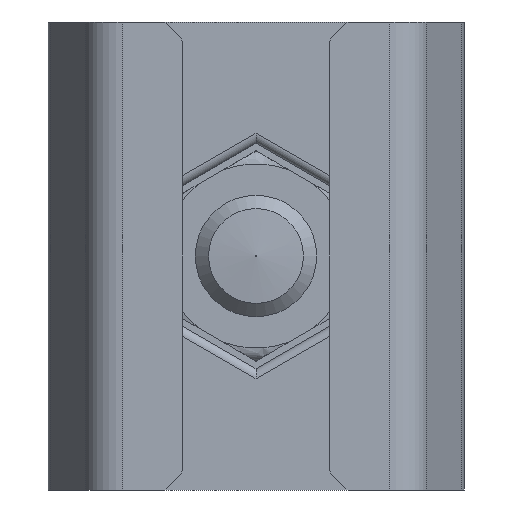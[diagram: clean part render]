
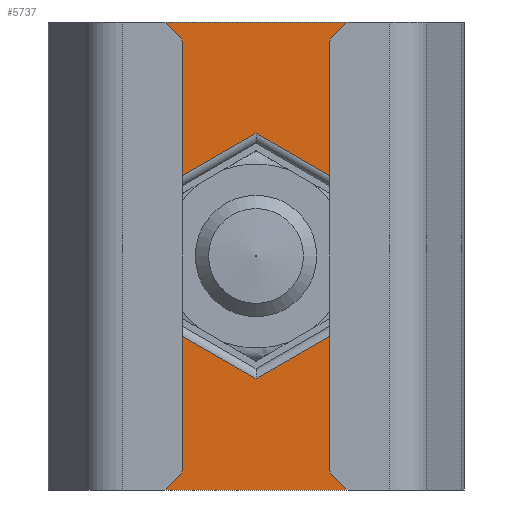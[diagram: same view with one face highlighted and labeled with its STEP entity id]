
A CAD part, front view. The second image highlights one B-rep face of the part: STEP entity #5737.
In plain terms, the highlighted planar face has unit normal (0, -1, 0).
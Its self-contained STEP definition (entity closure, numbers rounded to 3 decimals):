
#300=ELLIPSE('',#6084,5.121,3.621);
#306=ELLIPSE('',#6099,5.121,3.621);
#314=LINE('',#7645,#772);
#316=LINE('',#7651,#774);
#319=LINE('',#7663,#777);
#322=LINE('',#7672,#780);
#324=LINE('',#7678,#782);
#325=LINE('',#7684,#783);
#347=LINE('',#7755,#805);
#424=LINE('',#7975,#882);
#665=LINE('',#9226,#1123);
#675=LINE('',#9258,#1133);
#677=LINE('',#9267,#1135);
#678=LINE('',#9269,#1136);
#679=LINE('',#9271,#1137);
#680=LINE('',#9273,#1138);
#681=LINE('',#9275,#1139);
#682=LINE('',#9276,#1140);
#772=VECTOR('',#6312,10.);
#774=VECTOR('',#6318,10.);
#777=VECTOR('',#6329,10.);
#780=VECTOR('',#6336,10.);
#782=VECTOR('',#6342,10.);
#783=VECTOR('',#6347,10.);
#805=VECTOR('',#6409,10.);
#882=VECTOR('',#6602,10.);
#1123=VECTOR('',#7105,10.);
#1133=VECTOR('',#7145,10.);
#1135=VECTOR('',#7157,10.);
#1136=VECTOR('',#7158,10.);
#1137=VECTOR('',#7159,10.);
#1138=VECTOR('',#7160,10.);
#1139=VECTOR('',#7161,10.);
#1140=VECTOR('',#7162,10.);
#1316=FACE_BOUND('',#1872,.T.);
#1538=FACE_OUTER_BOUND('',#1871,.T.);
#1871=EDGE_LOOP('',(#4501,#4502,#4503,#4504,#4505,#4506,#4507,#4508,#4509,
#4510,#4511,#4512));
#1872=EDGE_LOOP('',(#4513,#4514,#4515,#4516,#4517,#4518));
#2141=VERTEX_POINT('',#7641);
#2143=VERTEX_POINT('',#7644);
#2145=VERTEX_POINT('',#7650);
#2147=VERTEX_POINT('',#7656);
#2150=VERTEX_POINT('',#7661);
#2152=VERTEX_POINT('',#7666);
#2154=VERTEX_POINT('',#7670);
#2156=VERTEX_POINT('',#7676);
#2158=VERTEX_POINT('',#7681);
#2159=VERTEX_POINT('',#7683);
#2481=VERTEX_POINT('',#9224);
#2488=VERTEX_POINT('',#9256);
#2489=VERTEX_POINT('',#9265);
#2490=VERTEX_POINT('',#9266);
#2491=VERTEX_POINT('',#9268);
#2492=VERTEX_POINT('',#9270);
#2493=VERTEX_POINT('',#9272);
#2494=VERTEX_POINT('',#9274);
#2677=EDGE_CURVE('',#2143,#2141,#314,.F.);
#2680=EDGE_CURVE('',#2143,#2145,#316,.T.);
#2686=EDGE_CURVE('',#2150,#2147,#319,.T.);
#2690=EDGE_CURVE('',#2152,#2154,#322,.F.);
#2693=EDGE_CURVE('',#2156,#2154,#324,.T.);
#2695=EDGE_CURVE('',#2158,#2159,#325,.T.);
#2729=EDGE_CURVE('',#2156,#2145,#347,.T.);
#2835=EDGE_CURVE('',#2150,#2159,#424,.T.);
#3181=EDGE_CURVE('',#2158,#2481,#665,.T.);
#3182=EDGE_CURVE('',#2152,#2481,#300,.F.);
#3197=EDGE_CURVE('',#2488,#2147,#675,.T.);
#3198=EDGE_CURVE('',#2488,#2141,#306,.F.);
#3200=EDGE_CURVE('',#2489,#2490,#677,.T.);
#3201=EDGE_CURVE('',#2491,#2489,#678,.T.);
#3202=EDGE_CURVE('',#2492,#2491,#679,.T.);
#3203=EDGE_CURVE('',#2493,#2492,#680,.T.);
#3204=EDGE_CURVE('',#2494,#2493,#681,.T.);
#3205=EDGE_CURVE('',#2490,#2494,#682,.T.);
#4501=ORIENTED_EDGE('',*,*,#3197,.T.);
#4502=ORIENTED_EDGE('',*,*,#2686,.F.);
#4503=ORIENTED_EDGE('',*,*,#2835,.T.);
#4504=ORIENTED_EDGE('',*,*,#2695,.F.);
#4505=ORIENTED_EDGE('',*,*,#3181,.T.);
#4506=ORIENTED_EDGE('',*,*,#3182,.F.);
#4507=ORIENTED_EDGE('',*,*,#2690,.T.);
#4508=ORIENTED_EDGE('',*,*,#2693,.F.);
#4509=ORIENTED_EDGE('',*,*,#2729,.T.);
#4510=ORIENTED_EDGE('',*,*,#2680,.F.);
#4511=ORIENTED_EDGE('',*,*,#2677,.T.);
#4512=ORIENTED_EDGE('',*,*,#3198,.F.);
#4513=ORIENTED_EDGE('',*,*,#3200,.F.);
#4514=ORIENTED_EDGE('',*,*,#3201,.F.);
#4515=ORIENTED_EDGE('',*,*,#3202,.F.);
#4516=ORIENTED_EDGE('',*,*,#3203,.F.);
#4517=ORIENTED_EDGE('',*,*,#3204,.F.);
#4518=ORIENTED_EDGE('',*,*,#3205,.F.);
#5180=PLANE('',#6102);
#5737=ADVANCED_FACE('',(#1538,#1316),#5180,.T.);
#6084=AXIS2_PLACEMENT_3D('',#9228,#7108,#7109);
#6099=AXIS2_PLACEMENT_3D('',#9260,#7148,#7149);
#6102=AXIS2_PLACEMENT_3D('',#9264,#7155,#7156);
#6312=DIRECTION('',(0.816,0.,-0.577));
#6318=DIRECTION('',(0.,0.,-1.));
#6329=DIRECTION('',(0.,0.,-1.));
#6336=DIRECTION('',(0.816,0.,0.577));
#6342=DIRECTION('',(0.,0.,1.));
#6347=DIRECTION('',(0.,0.,1.));
#6409=DIRECTION('',(1.,0.,0.));
#6602=DIRECTION('',(-1.,0.,0.));
#7105=DIRECTION('',(0.816,0.,-0.577));
#7108=DIRECTION('center_axis',(0.,1.,0.));
#7109=DIRECTION('ref_axis',(1.,0.,0.));
#7145=DIRECTION('',(0.816,0.,0.577));
#7148=DIRECTION('center_axis',(0.,1.,0.));
#7149=DIRECTION('ref_axis',(-1.,0.,0.));
#7155=DIRECTION('center_axis',(0.,-1.,0.));
#7156=DIRECTION('ref_axis',(0.,0.,-1.));
#7157=DIRECTION('',(0.,0.,1.));
#7158=DIRECTION('',(0.866,0.,0.5));
#7159=DIRECTION('',(0.866,0.,-0.5));
#7160=DIRECTION('',(0.,0.,-1.));
#7161=DIRECTION('',(-0.866,0.,-0.5));
#7162=DIRECTION('',(-0.866,0.,0.5));
#7641=CARTESIAN_POINT('',(19.,39.5,-2.561));
#7644=CARTESIAN_POINT('',(19.5,39.5,-2.914));
#7645=CARTESIAN_POINT('',(19.138,39.5,-2.658));
#7650=CARTESIAN_POINT('',(19.5,39.5,-27.));
#7651=CARTESIAN_POINT('',(19.5,39.5,0.));
#7656=CARTESIAN_POINT('',(19.5,39.5,2.914));
#7661=CARTESIAN_POINT('',(19.5,39.5,27.));
#7663=CARTESIAN_POINT('',(19.5,39.5,0.));
#7666=CARTESIAN_POINT('',(-19.,39.5,-2.561));
#7670=CARTESIAN_POINT('',(-19.5,39.5,-2.914));
#7672=CARTESIAN_POINT('',(-5.138,39.5,7.241));
#7676=CARTESIAN_POINT('',(-19.5,39.5,-27.));
#7678=CARTESIAN_POINT('',(-19.5,39.5,0.));
#7681=CARTESIAN_POINT('',(-19.5,39.5,2.914));
#7683=CARTESIAN_POINT('',(-19.5,39.5,27.));
#7684=CARTESIAN_POINT('',(-19.5,39.5,0.));
#7755=CARTESIAN_POINT('',(21.,39.5,-27.));
#7975=CARTESIAN_POINT('',(21.,39.5,27.));
#9224=CARTESIAN_POINT('',(-19.,39.5,2.561));
#9226=CARTESIAN_POINT('',(-5.138,39.5,-7.241));
#9228=CARTESIAN_POINT('Origin',(-22.621,39.5,0.));
#9256=CARTESIAN_POINT('',(19.,39.5,2.561));
#9258=CARTESIAN_POINT('',(19.138,39.5,2.658));
#9260=CARTESIAN_POINT('Origin',(22.621,39.5,0.));
#9264=CARTESIAN_POINT('Origin',(21.,39.5,0.));
#9265=CARTESIAN_POINT('',(12.25,39.5,-7.073));
#9266=CARTESIAN_POINT('',(12.25,39.5,7.073));
#9267=CARTESIAN_POINT('',(12.25,39.5,-3.248));
#9268=CARTESIAN_POINT('',(0.,39.5,-14.145));
#9269=CARTESIAN_POINT('',(11.188,39.5,-7.686));
#9270=CARTESIAN_POINT('',(-12.25,39.5,-7.073));
#9271=CARTESIAN_POINT('',(-1.062,39.5,-13.532));
#9272=CARTESIAN_POINT('',(-12.25,39.5,7.073));
#9273=CARTESIAN_POINT('',(-12.25,39.5,3.248));
#9274=CARTESIAN_POINT('',(0.,39.5,14.145));
#9275=CARTESIAN_POINT('',(4.563,39.5,16.779));
#9276=CARTESIAN_POINT('',(16.813,39.5,4.438));
